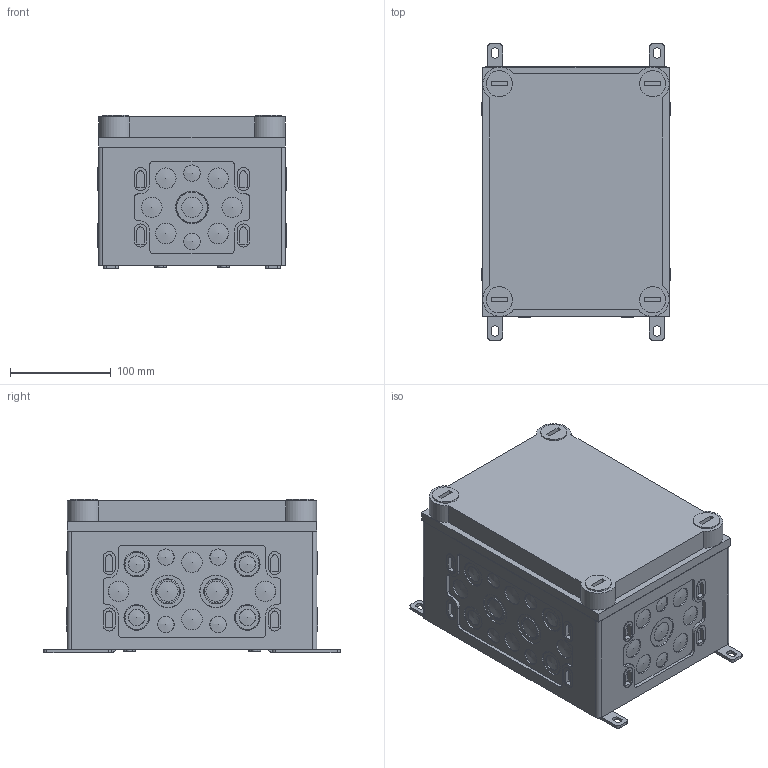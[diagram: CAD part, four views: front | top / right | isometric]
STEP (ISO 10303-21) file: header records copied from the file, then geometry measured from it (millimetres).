
FILE_DESCRIPTION( ( 'STEP AP214' ), '1' );
FILE_NAME( 'ci23e_125_ral7035.stp', '2021-04-12T06:07:44', ( 'License CC BY-ND 4.0' ), ( 'CADENAS' ), ' ', 'PARTsolutions', ' ' );
FILE_SCHEMA( ( 'AUTOMOTIVE_DESIGN { 1 0 10303 214 1 1 1 1 }' ) );
Length unit declared in the file: millimetre
Products named in the file (4): 127113759 194609_D; _038793_P; _036168_P1; _194618_P
Assembly tree (6 placements, depth 2):
  127113759 194609_D
    _038793_P
    _036168_P1  x4
    _194618_P
Bounding box: 187.5 x 294.6 x 152.5 mm (x, y, z)
Volume: 1169860.6 mm3; surface area: 502931.6 mm2
Topology: 6 solids, 6 shells, 1544 faces, 4055 edges, 2698 vertices
Faces by surface type: plane 915, cylinder 488, cone 72, sphere 51, torus 18
Full cylindrical faces by diameter (mm): 3.85 x32, 6 x12, 6.5 x4, 6.8 x4, 8 x4, 9.5 x4, 11.2 x4, 12 x8, 26 x4
Entity records: 54244 total; most frequent: DIRECTION 7504, CARTESIAN_POINT 7375, ORIENTED_EDGE 6944, EDGE_CURVE 3472, AXIS2_PLACEMENT_3D 2594, VERTEX_POINT 2449, LINE 2316, VECTOR 2316
